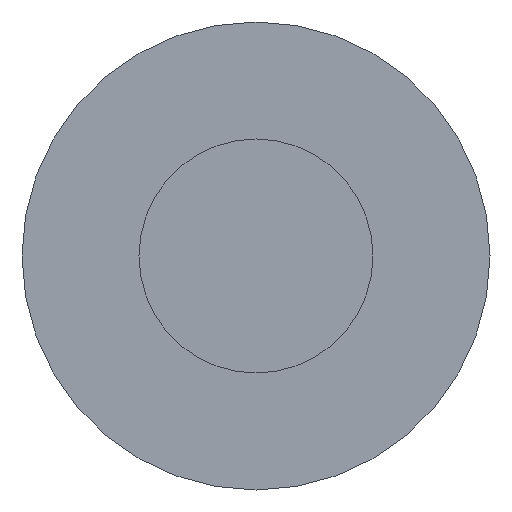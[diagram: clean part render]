
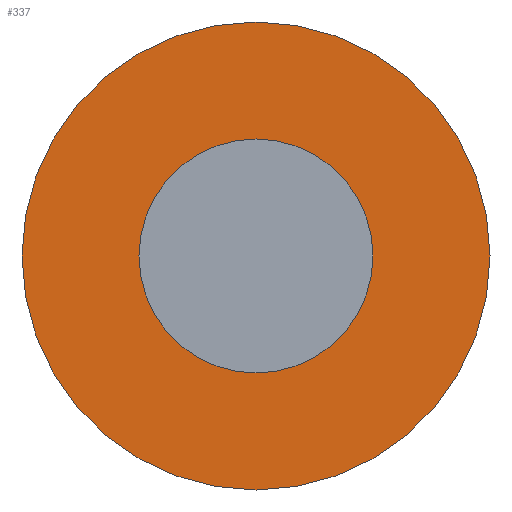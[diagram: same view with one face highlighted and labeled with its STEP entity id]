
A CAD part, front view. The second image highlights one B-rep face of the part: STEP entity #337.
In plain terms, the highlighted planar face has unit normal (0, -1, 0).
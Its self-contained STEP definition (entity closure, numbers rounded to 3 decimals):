
#22 = EDGE_LOOP ( 'NONE', ( #240, #371 ) ) ;
#26 = CIRCLE ( 'NONE', #36, 2. ) ;
#36 = AXIS2_PLACEMENT_3D ( 'NONE', #254, #376, #104 ) ;
#41 = VERTEX_POINT ( 'NONE', #259 ) ;
#42 = CARTESIAN_POINT ( 'NONE',  ( 0., 0., 0. ) ) ;
#44 = PLANE ( 'NONE',  #264 ) ;
#51 = CARTESIAN_POINT ( 'NONE',  ( 0., 0., 1. ) ) ;
#60 = CIRCLE ( 'NONE', #84, 2. ) ;
#74 = CARTESIAN_POINT ( 'NONE',  ( 0., 0., 0. ) ) ;
#75 = DIRECTION ( 'NONE',  ( 0., 1., 0. ) ) ;
#84 = AXIS2_PLACEMENT_3D ( 'NONE', #42, #75, #384 ) ;
#104 = DIRECTION ( 'NONE',  ( 0., 0., 1. ) ) ;
#105 = CARTESIAN_POINT ( 'NONE',  ( 0., 0., -1. ) ) ;
#113 = CARTESIAN_POINT ( 'NONE',  ( 0., 0., 0. ) ) ;
#128 = AXIS2_PLACEMENT_3D ( 'NONE', #113, #151, #143 ) ;
#136 = EDGE_CURVE ( 'NONE', #41, #220, #26, .T. ) ;
#143 = DIRECTION ( 'NONE',  ( 0., 0., -1. ) ) ;
#148 = DIRECTION ( 'NONE',  ( 0., 0., 1. ) ) ;
#151 = DIRECTION ( 'NONE',  ( 0., -1., 0. ) ) ;
#162 = EDGE_CURVE ( 'NONE', #403, #191, #372, .T. ) ;
#179 = FACE_BOUND ( 'NONE', #22, .T. ) ;
#191 = VERTEX_POINT ( 'NONE', #51 ) ;
#219 = ORIENTED_EDGE ( 'NONE', *, *, #410, .F. ) ;
#220 = VERTEX_POINT ( 'NONE', #357 ) ;
#239 = DIRECTION ( 'NONE',  ( 0., -1., 0. ) ) ;
#240 = ORIENTED_EDGE ( 'NONE', *, *, #314, .F. ) ;
#245 = EDGE_LOOP ( 'NONE', ( #353, #219 ) ) ;
#254 = CARTESIAN_POINT ( 'NONE',  ( 0., 0., 0. ) ) ;
#259 = CARTESIAN_POINT ( 'NONE',  ( 0., 0., -2. ) ) ;
#264 = AXIS2_PLACEMENT_3D ( 'NONE', #300, #389, #148 ) ;
#275 = FACE_OUTER_BOUND ( 'NONE', #245, .T. ) ;
#300 = CARTESIAN_POINT ( 'NONE',  ( 0., 0., 0. ) ) ;
#314 = EDGE_CURVE ( 'NONE', #191, #403, #404, .T. ) ;
#324 = DIRECTION ( 'NONE',  ( 0., 0., -1. ) ) ;
#337 = ADVANCED_FACE ( 'NONE', ( #179, #275 ), #44, .F. ) ;
#346 = AXIS2_PLACEMENT_3D ( 'NONE', #74, #239, #324 ) ;
#353 = ORIENTED_EDGE ( 'NONE', *, *, #136, .F. ) ;
#357 = CARTESIAN_POINT ( 'NONE',  ( 0., 0., 2. ) ) ;
#371 = ORIENTED_EDGE ( 'NONE', *, *, #162, .F. ) ;
#372 = CIRCLE ( 'NONE', #346, 1. ) ;
#376 = DIRECTION ( 'NONE',  ( 0., 1., 0. ) ) ;
#384 = DIRECTION ( 'NONE',  ( 0., 0., 1. ) ) ;
#389 = DIRECTION ( 'NONE',  ( 0., 1., 0. ) ) ;
#403 = VERTEX_POINT ( 'NONE', #105 ) ;
#404 = CIRCLE ( 'NONE', #128, 1. ) ;
#410 = EDGE_CURVE ( 'NONE', #220, #41, #60, .T. ) ;
